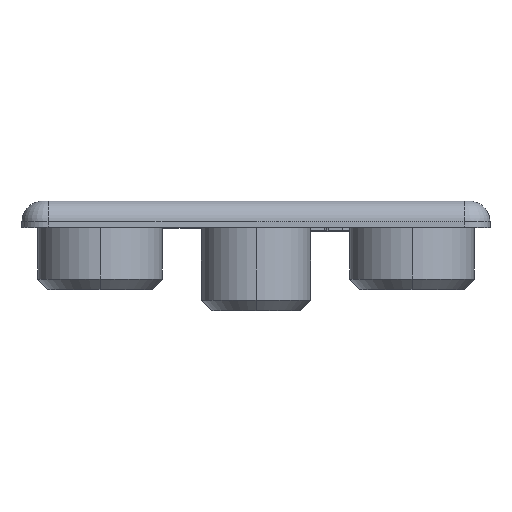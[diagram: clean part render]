
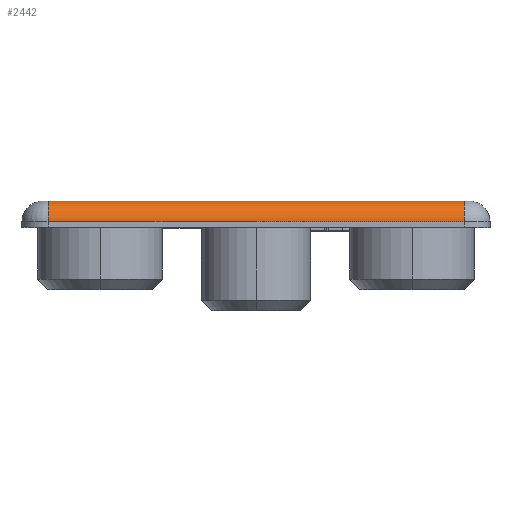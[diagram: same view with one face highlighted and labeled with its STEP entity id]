
A CAD part, top view. The second image highlights one B-rep face of the part: STEP entity #2442.
In plain terms, the highlighted cylindrical face has radius 2 mm (diameter 4 mm), a partial arc.
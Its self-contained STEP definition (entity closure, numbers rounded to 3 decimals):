
#468 = FACE_OUTER_BOUND ( 'NONE', #1453, .T. ) ;
#475 = CYLINDRICAL_SURFACE ( 'NONE', #2723, 2. ) ;
#713 = EDGE_CURVE ( 'NONE', #1183, #1175, #1700, .T. ) ;
#719 = EDGE_CURVE ( 'NONE', #1170, #1169, #1709, .T. ) ;
#723 = EDGE_CURVE ( 'NONE', #1175, #1170, #1713, .T. ) ;
#724 = EDGE_CURVE ( 'NONE', #1169, #1183, #1714, .T. ) ;
#1009 = CARTESIAN_POINT ( 'NONE',  ( 20., 2.5, 25.5 ) ) ;
#1010 = CARTESIAN_POINT ( 'NONE',  ( -20., 2.5, 25.5 ) ) ;
#1014 = CARTESIAN_POINT ( 'NONE',  ( -20., 0.5, 27.5 ) ) ;
#1022 = CARTESIAN_POINT ( 'NONE',  ( 20., 0.5, 27.5 ) ) ;
#1169 = VERTEX_POINT ( 'NONE', #1009 ) ;
#1170 = VERTEX_POINT ( 'NONE', #1010 ) ;
#1175 = VERTEX_POINT ( 'NONE', #1014 ) ;
#1183 = VERTEX_POINT ( 'NONE', #1022 ) ;
#1393 = ORIENTED_EDGE ( 'NONE', *, *, #723, .F. ) ;
#1394 = ORIENTED_EDGE ( 'NONE', *, *, #724, .F. ) ;
#1398 = ORIENTED_EDGE ( 'NONE', *, *, #719, .F. ) ;
#1408 = ORIENTED_EDGE ( 'NONE', *, *, #713, .F. ) ;
#1453 = EDGE_LOOP ( 'NONE', ( #1393, #1408, #1394, #1398 ) ) ;
#1700 = LINE ( 'NONE', #2346, #1701 ) ;
#1701 = VECTOR ( 'NONE', #2348, 1000. ) ;
#1709 = LINE ( 'NONE', #2354, #1711 ) ;
#1711 = VECTOR ( 'NONE', #2355, 1000. ) ;
#1713 = CIRCLE ( 'NONE', #2077, 2. ) ;
#1714 = CIRCLE ( 'NONE', #2076, 2. ) ;
#1766 = DIRECTION ( 'NONE',  ( 0., 0., 1. ) ) ;
#1768 = DIRECTION ( 'NONE',  ( -1., 0., 0. ) ) ;
#1770 = CARTESIAN_POINT ( 'NONE',  ( 0., 0.5, 25.5 ) ) ;
#2076 = AXIS2_PLACEMENT_3D ( 'NONE', #2645, #2646, #2647 ) ;
#2077 = AXIS2_PLACEMENT_3D ( 'NONE', #2642, #2643, #2644 ) ;
#2346 = CARTESIAN_POINT ( 'NONE',  ( -20., 0.5, 27.5 ) ) ;
#2348 = DIRECTION ( 'NONE',  ( -1., 0., 0. ) ) ;
#2354 = CARTESIAN_POINT ( 'NONE',  ( 20., 2.5, 25.5 ) ) ;
#2355 = DIRECTION ( 'NONE',  ( 1., 0., 0. ) ) ;
#2442 = ADVANCED_FACE ( 'NONE', ( #468 ), #475, .T. ) ;
#2642 = CARTESIAN_POINT ( 'NONE',  ( -20., 0.5, 25.5 ) ) ;
#2643 = DIRECTION ( 'NONE',  ( -1., 0., 0. ) ) ;
#2644 = DIRECTION ( 'NONE',  ( 0., 0., 1. ) ) ;
#2645 = CARTESIAN_POINT ( 'NONE',  ( 20., 0.5, 25.5 ) ) ;
#2646 = DIRECTION ( 'NONE',  ( 1., 0., 0. ) ) ;
#2647 = DIRECTION ( 'NONE',  ( 0., 0., -1. ) ) ;
#2723 = AXIS2_PLACEMENT_3D ( 'NONE', #1770, #1768, #1766 ) ;
